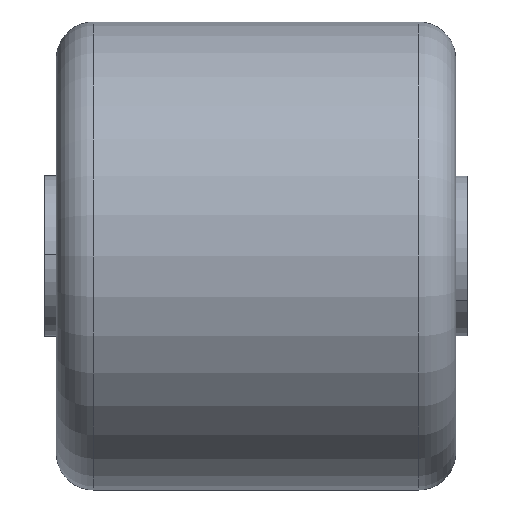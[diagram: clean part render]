
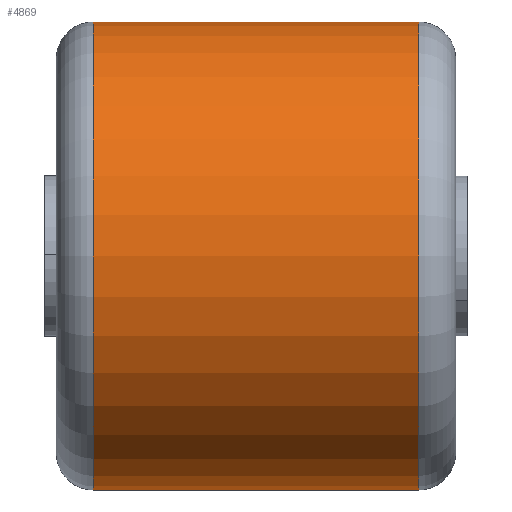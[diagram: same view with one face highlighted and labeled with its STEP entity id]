
A CAD part, front view. The second image highlights one B-rep face of the part: STEP entity #4869.
In plain terms, the highlighted cylindrical face has radius 41 mm (diameter 82 mm), a partial arc.
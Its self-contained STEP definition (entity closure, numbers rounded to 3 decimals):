
#264 = CARTESIAN_POINT ( 'NONE',  ( -28.5, 0., 250.987 ) ) ;
#279 = CARTESIAN_POINT ( 'NONE',  ( -28.5, 0., 291.987 ) ) ;
#299 = VERTEX_POINT ( 'NONE', #264 ) ;
#336 = CARTESIAN_POINT ( 'NONE',  ( -57.637, 0., 332.987 ) ) ;
#419 = VERTEX_POINT ( 'NONE', #3323 ) ;
#474 = CARTESIAN_POINT ( 'NONE',  ( 28.5, 0., 332.987 ) ) ;
#921 = CARTESIAN_POINT ( 'NONE',  ( 28.5, 0., 291.987 ) ) ;
#924 = AXIS2_PLACEMENT_3D ( 'NONE', #279, #3715, #1999 ) ;
#952 = DIRECTION ( 'NONE',  ( -1., 0., 0. ) ) ;
#1235 = EDGE_LOOP ( 'NONE', ( #2024, #5366, #4990, #1351 ) ) ;
#1351 = ORIENTED_EDGE ( 'NONE', *, *, #1918, .T. ) ;
#1437 = VECTOR ( 'NONE', #2835, 1000. ) ;
#1729 = EDGE_CURVE ( 'NONE', #3125, #3991, #3024, .T. ) ;
#1918 = EDGE_CURVE ( 'NONE', #419, #299, #3678, .T. ) ;
#1999 = DIRECTION ( 'NONE',  ( 0., 0., -1. ) ) ;
#2024 = ORIENTED_EDGE ( 'NONE', *, *, #3604, .F. ) ;
#2217 = EDGE_CURVE ( 'NONE', #3991, #419, #4209, .T. ) ;
#2222 = FACE_OUTER_BOUND ( 'NONE', #1235, .T. ) ;
#2237 = LINE ( 'NONE', #4264, #1437 ) ;
#2636 = CARTESIAN_POINT ( 'NONE',  ( -57.637, 0., 291.987 ) ) ;
#2683 = DIRECTION ( 'NONE',  ( 0., 0., 1. ) ) ;
#2813 = VECTOR ( 'NONE', #5053, 1000. ) ;
#2835 = DIRECTION ( 'NONE',  ( -1., 0., 0. ) ) ;
#3024 = CIRCLE ( 'NONE', #3871, 41. ) ;
#3125 = VERTEX_POINT ( 'NONE', #3206 ) ;
#3154 = CYLINDRICAL_SURFACE ( 'NONE', #4653, 41. ) ;
#3206 = CARTESIAN_POINT ( 'NONE',  ( 28.5, 0., 250.987 ) ) ;
#3323 = CARTESIAN_POINT ( 'NONE',  ( -28.5, 0., 332.987 ) ) ;
#3557 = DIRECTION ( 'NONE',  ( 0., 0., 1. ) ) ;
#3604 = EDGE_CURVE ( 'NONE', #3125, #299, #2237, .T. ) ;
#3678 = CIRCLE ( 'NONE', #924, 41. ) ;
#3715 = DIRECTION ( 'NONE',  ( 1., 0., 0. ) ) ;
#3871 = AXIS2_PLACEMENT_3D ( 'NONE', #921, #3900, #2683 ) ;
#3900 = DIRECTION ( 'NONE',  ( -1., 0., 0. ) ) ;
#3991 = VERTEX_POINT ( 'NONE', #474 ) ;
#4209 = LINE ( 'NONE', #336, #2813 ) ;
#4264 = CARTESIAN_POINT ( 'NONE',  ( -57.637, 0., 250.987 ) ) ;
#4653 = AXIS2_PLACEMENT_3D ( 'NONE', #2636, #952, #3557 ) ;
#4869 = ADVANCED_FACE ( 'NONE', ( #2222 ), #3154, .T. ) ;
#4990 = ORIENTED_EDGE ( 'NONE', *, *, #2217, .T. ) ;
#5053 = DIRECTION ( 'NONE',  ( -1., 0., 0. ) ) ;
#5366 = ORIENTED_EDGE ( 'NONE', *, *, #1729, .T. ) ;
